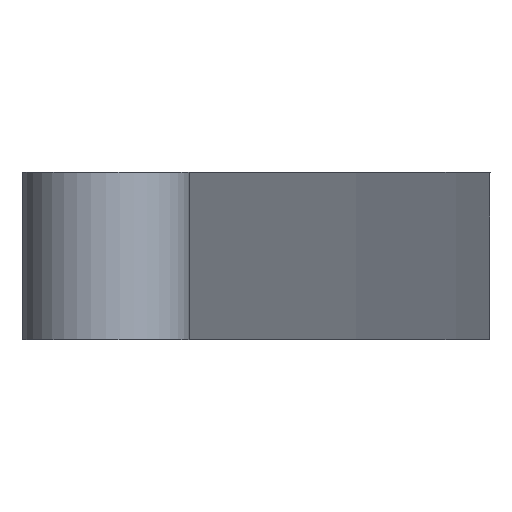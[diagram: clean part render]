
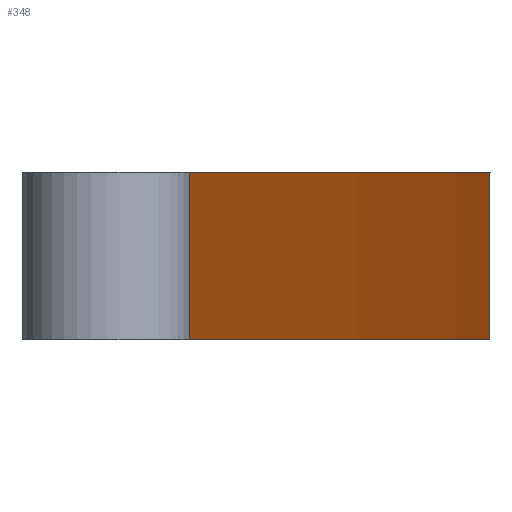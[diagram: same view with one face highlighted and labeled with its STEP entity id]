
A CAD part, left-side view. The second image highlights one B-rep face of the part: STEP entity #348.
In plain terms, the highlighted cylindrical face has radius 1262.66 mm (diameter 2525.32 mm), a partial arc.
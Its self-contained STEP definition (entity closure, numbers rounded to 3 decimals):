
#38=FACE_OUTER_BOUND('',#57,.T.);
#57=EDGE_LOOP('',(#256,#257,#258,#259,#260));
#79=LINE('',#551,#110);
#83=LINE('',#563,#114);
#84=LINE('',#568,#115);
#110=VECTOR('',#443,10.);
#114=VECTOR('',#453,10.);
#115=VECTOR('',#460,10.);
#145=CIRCLE('',#391,1262.658);
#146=CIRCLE('',#392,1262.658);
#161=VERTEX_POINT('',#547);
#163=VERTEX_POINT('',#550);
#166=VERTEX_POINT('',#557);
#168=VERTEX_POINT('',#561);
#169=VERTEX_POINT('',#565);
#197=EDGE_CURVE('',#161,#163,#79,.T.);
#203=EDGE_CURVE('',#166,#168,#83,.T.);
#204=EDGE_CURVE('',#166,#169,#145,.T.);
#205=EDGE_CURVE('',#163,#168,#146,.T.);
#206=EDGE_CURVE('',#161,#169,#84,.T.);
#256=ORIENTED_EDGE('',*,*,#204,.F.);
#257=ORIENTED_EDGE('',*,*,#203,.T.);
#258=ORIENTED_EDGE('',*,*,#205,.F.);
#259=ORIENTED_EDGE('',*,*,#197,.F.);
#260=ORIENTED_EDGE('',*,*,#206,.T.);
#338=CYLINDRICAL_SURFACE('',#390,1262.658);
#348=ADVANCED_FACE('',(#38),#338,.T.);
#390=AXIS2_PLACEMENT_3D('',#564,#454,#455);
#391=AXIS2_PLACEMENT_3D('',#566,#456,#457);
#392=AXIS2_PLACEMENT_3D('',#567,#458,#459);
#443=DIRECTION('',(0.,0.,-1.));
#453=DIRECTION('',(0.,0.,-1.));
#454=DIRECTION('center_axis',(0.,0.,
-1.));
#455=DIRECTION('ref_axis',(-0.119,-0.993,0.));
#456=DIRECTION('center_axis',(0.,0.,
1.));
#457=DIRECTION('ref_axis',(-0.119,-0.993,0.));
#458=DIRECTION('center_axis',(0.,0.,
-1.));
#459=DIRECTION('ref_axis',(-0.119,-0.993,0.));
#460=DIRECTION('',(0.,0.,1.));
#547=CARTESIAN_POINT('',(147.828,-56.269,185.738));
#550=CARTESIAN_POINT('',(147.828,-56.269,182.738));
#551=CARTESIAN_POINT('',(147.828,-56.269,187.738));
#557=CARTESIAN_POINT('',(-2.172,-47.269,187.738));
#561=CARTESIAN_POINT('',(-2.172,-47.269,182.738));
#563=CARTESIAN_POINT('',(-2.172,-47.269,187.738));
#564=CARTESIAN_POINT('Origin',(148.318,1206.39,187.738));
#565=CARTESIAN_POINT('',(147.828,-56.269,187.738));
#566=CARTESIAN_POINT('Origin',(148.318,1206.39,187.738));
#567=CARTESIAN_POINT('Origin',(148.318,1206.39,182.738));
#568=CARTESIAN_POINT('',(147.828,-56.269,185.738));
